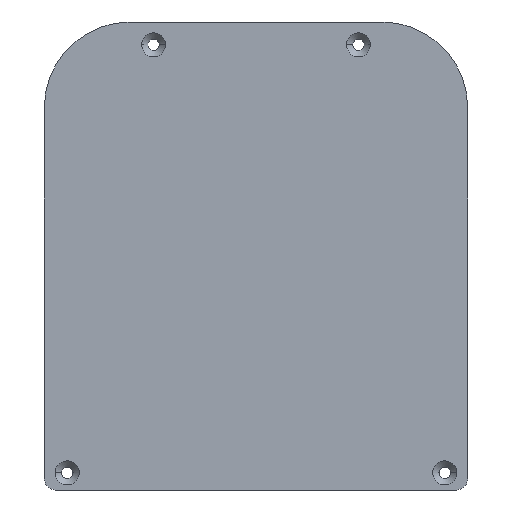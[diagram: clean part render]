
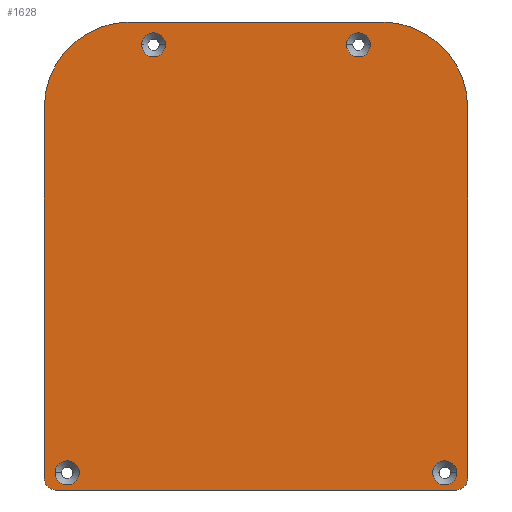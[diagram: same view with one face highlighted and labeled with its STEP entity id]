
A CAD part, front view. The second image highlights one B-rep face of the part: STEP entity #1628.
In plain terms, the highlighted free-form (B-spline) face has degree [1, 1] with [2, 2] control points.
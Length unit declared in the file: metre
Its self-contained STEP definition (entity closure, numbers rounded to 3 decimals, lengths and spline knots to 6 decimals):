
#81=LINE('',#2478,#241);
#83=LINE('',#2488,#243);
#84=LINE('',#2493,#244);
#85=LINE('',#2497,#245);
#241=VECTOR('',#1956,1.);
#243=VECTOR('',#1964,1.);
#244=VECTOR('',#1967,1.);
#245=VECTOR('',#1970,1.);
#338=B_SPLINE_SURFACE_WITH_KNOTS('',1,1,((#2481,#2482),(#2483,#2484)),
 .PLANE_SURF.,.F.,.F.,.F.,(2,2),(2,2),(0.,1.),(0.,1.),.UNSPECIFIED.);
#572=ORIENTED_EDGE('',*,*,#1051,.F.);
#573=ORIENTED_EDGE('',*,*,#920,.F.);
#574=ORIENTED_EDGE('',*,*,#1052,.F.);
#575=ORIENTED_EDGE('',*,*,#924,.F.);
#576=ORIENTED_EDGE('',*,*,#1053,.F.);
#577=ORIENTED_EDGE('',*,*,#948,.F.);
#578=ORIENTED_EDGE('',*,*,#1054,.T.);
#579=ORIENTED_EDGE('',*,*,#1055,.T.);
#580=ORIENTED_EDGE('',*,*,#1056,.F.);
#581=ORIENTED_EDGE('',*,*,#1057,.T.);
#582=ORIENTED_EDGE('',*,*,#1058,.T.);
#583=ORIENTED_EDGE('',*,*,#1059,.F.);
#584=ORIENTED_EDGE('',*,*,#1049,.F.);
#585=ORIENTED_EDGE('',*,*,#1060,.T.);
#586=ORIENTED_EDGE('',*,*,#1061,.F.);
#587=ORIENTED_EDGE('',*,*,#944,.F.);
#920=EDGE_CURVE('',#1160,#1161,#1315,.T.);
#924=EDGE_CURVE('',#1162,#1163,#1317,.T.);
#944=EDGE_CURVE('',#1176,#1177,#1327,.T.);
#948=EDGE_CURVE('',#1178,#1179,#1329,.T.);
#1049=EDGE_CURVE('',#1270,#1271,#81,.F.);
#1051=EDGE_CURVE('',#1161,#1160,#1360,.T.);
#1052=EDGE_CURVE('',#1163,#1162,#1361,.T.);
#1053=EDGE_CURVE('',#1179,#1178,#1362,.T.);
#1054=EDGE_CURVE('',#1272,#1273,#83,.T.);
#1055=EDGE_CURVE('',#1273,#1274,#1363,.F.);
#1056=EDGE_CURVE('',#1275,#1274,#84,.T.);
#1057=EDGE_CURVE('',#1275,#1276,#1364,.F.);
#1058=EDGE_CURVE('',#1276,#1277,#85,.F.);
#1059=EDGE_CURVE('',#1271,#1277,#1365,.T.);
#1060=EDGE_CURVE('',#1270,#1272,#1366,.F.);
#1061=EDGE_CURVE('',#1177,#1176,#1367,.T.);
#1160=VERTEX_POINT('',#2143);
#1161=VERTEX_POINT('',#2145);
#1162=VERTEX_POINT('',#2159);
#1163=VERTEX_POINT('',#2161);
#1176=VERTEX_POINT('',#2243);
#1177=VERTEX_POINT('',#2245);
#1178=VERTEX_POINT('',#2259);
#1179=VERTEX_POINT('',#2261);
#1270=VERTEX_POINT('',#2477);
#1271=VERTEX_POINT('',#2479);
#1272=VERTEX_POINT('',#2489);
#1273=VERTEX_POINT('',#2490);
#1274=VERTEX_POINT('',#2492);
#1275=VERTEX_POINT('',#2494);
#1276=VERTEX_POINT('',#2496);
#1277=VERTEX_POINT('',#2498);
#1315=CIRCLE('',#1724,0.0021);
#1317=CIRCLE('',#1726,0.0021);
#1327=CIRCLE('',#1736,0.0021);
#1329=CIRCLE('',#1738,0.0021);
#1360=CIRCLE('',#1769,0.0021);
#1361=CIRCLE('',#1770,0.0021);
#1362=CIRCLE('',#1771,0.0021);
#1363=CIRCLE('',#1772,0.015);
#1364=CIRCLE('',#1773,0.015);
#1365=CIRCLE('',#1774,0.002);
#1366=CIRCLE('',#1775,0.002);
#1367=CIRCLE('',#1776,0.0021);
#1392=EDGE_LOOP('',(#572,#573));
#1393=EDGE_LOOP('',(#574,#575));
#1394=EDGE_LOOP('',(#576,#577));
#1395=EDGE_LOOP('',(#578,#579,#580,#581,#582,#583,#584,#585));
#1396=EDGE_LOOP('',(#586,#587));
#1494=FACE_BOUND('',#1392,.T.);
#1495=FACE_BOUND('',#1393,.T.);
#1496=FACE_BOUND('',#1394,.T.);
#1497=FACE_BOUND('',#1395,.T.);
#1498=FACE_BOUND('',#1396,.T.);
#1628=ADVANCED_FACE('',(#1494,#1495,#1496,#1497,#1498),#338,.F.);
#1724=AXIS2_PLACEMENT_3D('',#2144,#1797,#1798);
#1726=AXIS2_PLACEMENT_3D('',#2160,#1801,#1802);
#1736=AXIS2_PLACEMENT_3D('',#2244,#1821,#1822);
#1738=AXIS2_PLACEMENT_3D('',#2260,#1825,#1826);
#1769=AXIS2_PLACEMENT_3D('',#2485,#1958,#1959);
#1770=AXIS2_PLACEMENT_3D('',#2486,#1960,#1961);
#1771=AXIS2_PLACEMENT_3D('',#2487,#1962,#1963);
#1772=AXIS2_PLACEMENT_3D('',#2491,#1965,#1966);
#1773=AXIS2_PLACEMENT_3D('',#2495,#1968,#1969);
#1774=AXIS2_PLACEMENT_3D('',#2499,#1971,#1972);
#1775=AXIS2_PLACEMENT_3D('',#2500,#1973,#1974);
#1776=AXIS2_PLACEMENT_3D('',#2501,#1975,#1976);
#1797=DIRECTION('',(0.,-1.,0.));
#1798=DIRECTION('',(-1.,0.,0.));
#1801=DIRECTION('',(0.,-1.,0.));
#1802=DIRECTION('',(-1.,0.,0.));
#1821=DIRECTION('',(0.,-1.,0.));
#1822=DIRECTION('',(-1.,0.,0.));
#1825=DIRECTION('',(0.,-1.,0.));
#1826=DIRECTION('',(-1.,0.,0.));
#1956=DIRECTION('',(1.,0.,0.));
#1958=DIRECTION('',(0.,-1.,0.));
#1959=DIRECTION('',(-1.,0.,0.));
#1960=DIRECTION('',(0.,-1.,0.));
#1961=DIRECTION('',(-1.,0.,0.));
#1962=DIRECTION('',(0.,-1.,0.));
#1963=DIRECTION('',(-1.,0.,0.));
#1964=DIRECTION('',(0.,0.,1.));
#1965=DIRECTION('',(0.,1.,0.));
#1966=DIRECTION('',(1.,0.,0.));
#1967=DIRECTION('',(1.,0.,0.));
#1968=DIRECTION('',(0.,1.,0.));
#1969=DIRECTION('',(1.,0.,0.));
#1970=DIRECTION('',(0.,0.,1.));
#1971=DIRECTION('',(0.,1.,0.));
#1972=DIRECTION('',(1.,0.,0.));
#1973=DIRECTION('',(0.,1.,0.));
#1974=DIRECTION('',(1.,0.,0.));
#1975=DIRECTION('',(0.,-1.,0.));
#1976=DIRECTION('',(-1.,0.,0.));
#2143=CARTESIAN_POINT('',(-0.0158,0.,0.0428));
#2144=CARTESIAN_POINT('',(-0.0179,0.,0.0428));
#2145=CARTESIAN_POINT('',(-0.02,0.,0.0428));
#2159=CARTESIAN_POINT('',(0.02,0.,0.0428));
#2160=CARTESIAN_POINT('',(0.0179,0.,0.0428));
#2161=CARTESIAN_POINT('',(0.0158,0.,0.0428));
#2243=CARTESIAN_POINT('',(0.0351,0.,-0.032));
#2244=CARTESIAN_POINT('',(0.033,0.,-0.032));
#2245=CARTESIAN_POINT('',(0.0309,0.,-0.032));
#2259=CARTESIAN_POINT('',(-0.0309,0.,-0.032));
#2260=CARTESIAN_POINT('',(-0.033,0.,-0.032));
#2261=CARTESIAN_POINT('',(-0.0351,0.,-0.032));
#2477=CARTESIAN_POINT('',(0.035,0.,-0.035));
#2478=CARTESIAN_POINT('',(0.,0.,-0.035));
#2479=CARTESIAN_POINT('',(-0.035,0.,-0.035));
#2481=CARTESIAN_POINT('',(-0.0407,0.,0.05089));
#2482=CARTESIAN_POINT('',(-0.0407,0.,-0.03909));
#2483=CARTESIAN_POINT('',(0.0407,0.,0.05089));
#2484=CARTESIAN_POINT('',(0.0407,0.,-0.03909));
#2485=CARTESIAN_POINT('',(-0.0179,0.,0.0428));
#2486=CARTESIAN_POINT('',(0.0179,0.,0.0428));
#2487=CARTESIAN_POINT('',(-0.033,0.,-0.032));
#2488=CARTESIAN_POINT('',(0.037,0.,0.));
#2489=CARTESIAN_POINT('',(0.037,0.,-0.033));
#2490=CARTESIAN_POINT('',(0.037,0.,0.0318));
#2491=CARTESIAN_POINT('',(0.022,0.,0.0318));
#2492=CARTESIAN_POINT('',(0.022,0.,0.0468));
#2493=CARTESIAN_POINT('',(0.,0.,0.0468));
#2494=CARTESIAN_POINT('',(-0.022,0.,0.0468));
#2495=CARTESIAN_POINT('',(-0.022,0.,0.0318));
#2496=CARTESIAN_POINT('',(-0.037,0.,0.0318));
#2497=CARTESIAN_POINT('',(-0.037,0.,0.));
#2498=CARTESIAN_POINT('',(-0.037,0.,-0.033));
#2499=CARTESIAN_POINT('',(-0.035,0.,-0.033));
#2500=CARTESIAN_POINT('',(0.035,0.,-0.033));
#2501=CARTESIAN_POINT('',(0.033,0.,-0.032));
